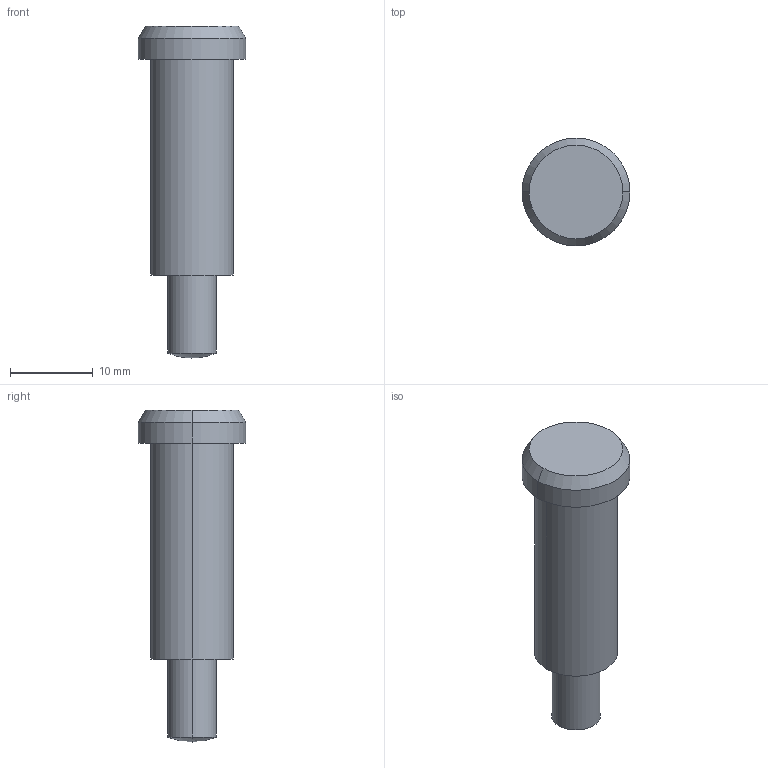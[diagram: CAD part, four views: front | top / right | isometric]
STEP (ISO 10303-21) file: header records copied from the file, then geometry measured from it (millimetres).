
FILE_DESCRIPTION(('STEP AP214'),'1');
FILE_NAME('HALDERN_EH_22070_0010.stp','2020-04-22T11:24:47',('TraceParts'),('TraceParts S.A.'),'Spatial InterOp 3D',' ',' ');
FILE_SCHEMA(('AUTOMOTIVE_DESIGN { 1 0 10303 214 1 1 1 1 }'));
Length unit declared in the file: millimetre
Products named in the file (1): HALDERN_EH_22070_0010_1
Bounding box: 13 x 13 x 40 mm (x, y, z)
Volume: 3221.7 mm3; surface area: 1712.3 mm2
Topology: 2 solids, 2 shells, 17 faces, 32 edges, 19 vertices
Faces by surface type: cylinder 8, plane 5, cone 2, sphere 2
Entity records: 837 total; most frequent: DIRECTION 88, STYLED_ITEM 68, PRESENTATION_STYLE_ASSIGNMENT 68, CARTESIAN_POINT 68, COLOUR_RGB 68, ORIENTED_EDGE 60, AXIS2_PLACEMENT_3D 39, EDGE_CURVE 30
